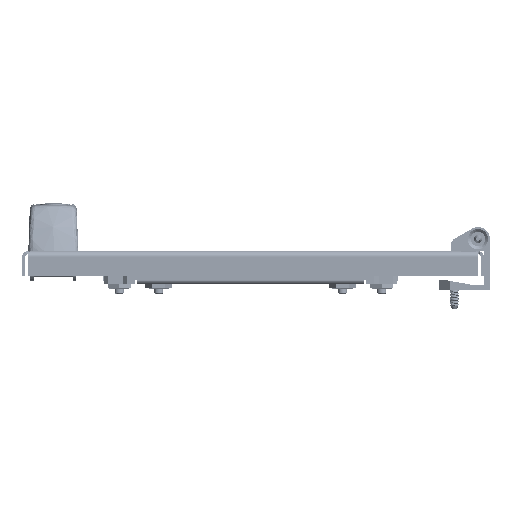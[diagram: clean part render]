
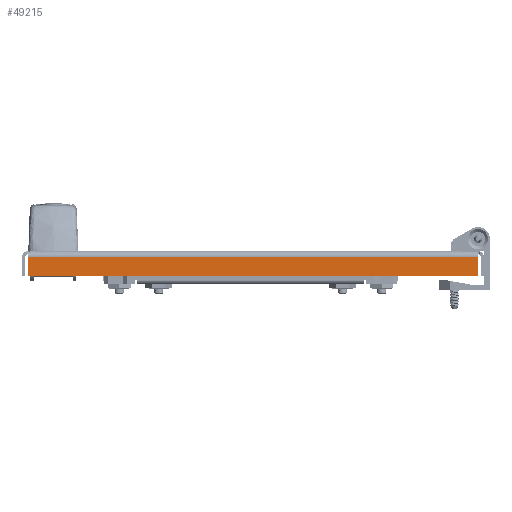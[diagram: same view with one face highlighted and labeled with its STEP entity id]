
A CAD part, front view. The second image highlights one B-rep face of the part: STEP entity #49215.
In plain terms, the highlighted planar face has unit normal (0, -1, 0).
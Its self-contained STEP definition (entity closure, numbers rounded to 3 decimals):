
#899 = CARTESIAN_POINT ( 'NONE',  ( -143., -795., -15.8 ) ) ;
#2363 = ORIENTED_EDGE ( 'NONE', *, *, #80081, .F. ) ;
#2989 = DIRECTION ( 'NONE',  ( 0., 0., 1. ) ) ;
#6643 = VERTEX_POINT ( 'NONE', #899 ) ;
#7762 = LINE ( 'NONE', #60231, #36393 ) ;
#8805 = EDGE_CURVE ( 'NONE', #6643, #57645, #22009, .T. ) ;
#12557 = VECTOR ( 'NONE', #26690, 1000. ) ;
#12971 = ORIENTED_EDGE ( 'NONE', *, *, #48527, .F. ) ;
#14726 = ORIENTED_EDGE ( 'NONE', *, *, #8805, .F. ) ;
#15472 = VERTEX_POINT ( 'NONE', #56353 ) ;
#18245 = VECTOR ( 'NONE', #22877, 1000. ) ;
#20302 = DIRECTION ( 'NONE',  ( 0., 1., 0. ) ) ;
#22009 = LINE ( 'NONE', #60992, #18245 ) ;
#22877 = DIRECTION ( 'NONE',  ( 0., 0., 1. ) ) ;
#25091 = EDGE_LOOP ( 'NONE', ( #38657, #12971, #14726, #2363 ) ) ;
#26571 = VECTOR ( 'NONE', #2989, 1000. ) ;
#26690 = DIRECTION ( 'NONE',  ( 1., 0., 0. ) ) ;
#28796 = CARTESIAN_POINT ( 'NONE',  ( 143., -795., -4. ) ) ;
#30354 = LINE ( 'NONE', #36419, #26571 ) ;
#32050 = DIRECTION ( 'NONE',  ( 0., 0., 1. ) ) ;
#36393 = VECTOR ( 'NONE', #68439, 1000. ) ;
#36419 = CARTESIAN_POINT ( 'NONE',  ( 143., -795., 0. ) ) ;
#38657 = ORIENTED_EDGE ( 'NONE', *, *, #56460, .T. ) ;
#39828 = PLANE ( 'NONE',  #41739 ) ;
#41739 = AXIS2_PLACEMENT_3D ( 'NONE', #52822, #20302, #32050 ) ;
#48527 = EDGE_CURVE ( 'NONE', #57645, #70949, #67791, .T. ) ;
#49215 = ADVANCED_FACE ( 'NONE', ( #66193 ), #39828, .F. ) ;
#52822 = CARTESIAN_POINT ( 'NONE',  ( 0., -795., 0. ) ) ;
#56353 = CARTESIAN_POINT ( 'NONE',  ( 143., -795., -15.8 ) ) ;
#56460 = EDGE_CURVE ( 'NONE', #15472, #70949, #30354, .T. ) ;
#57645 = VERTEX_POINT ( 'NONE', #68361 ) ;
#60231 = CARTESIAN_POINT ( 'NONE',  ( 145., -795., -15.8 ) ) ;
#60992 = CARTESIAN_POINT ( 'NONE',  ( -143., -795., 0. ) ) ;
#66193 = FACE_OUTER_BOUND ( 'NONE', #25091, .T. ) ;
#67361 = CARTESIAN_POINT ( 'NONE',  ( 0., -795., -4. ) ) ;
#67791 = LINE ( 'NONE', #67361, #12557 ) ;
#68361 = CARTESIAN_POINT ( 'NONE',  ( -143., -795., -4. ) ) ;
#68439 = DIRECTION ( 'NONE',  ( -1., 0., 0. ) ) ;
#70949 = VERTEX_POINT ( 'NONE', #28796 ) ;
#80081 = EDGE_CURVE ( 'NONE', #15472, #6643, #7762, .T. ) ;
